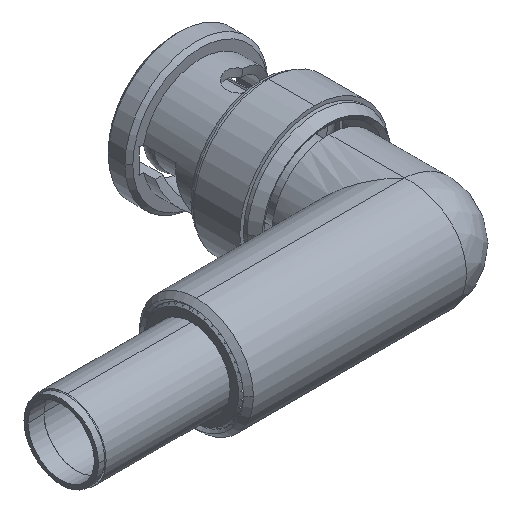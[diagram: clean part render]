
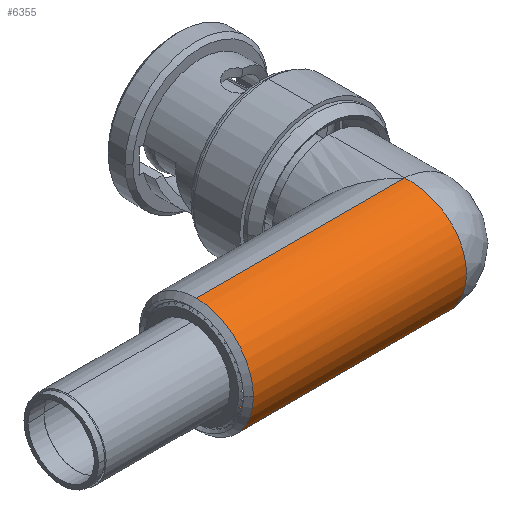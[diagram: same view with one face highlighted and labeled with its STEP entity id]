
A CAD part, isometric view. The second image highlights one B-rep face of the part: STEP entity #6355.
In plain terms, the highlighted cylindrical face has radius 5.563 mm (diameter 11.125 mm), a partial arc.
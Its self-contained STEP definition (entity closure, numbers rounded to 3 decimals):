
#6148=CARTESIAN_POINT('',(8.103,0.,0.));
#6149=DIRECTION('',(-1.,0.,0.));
#6150=DIRECTION('',(0.,0.,-1.));
#6151=AXIS2_PLACEMENT_3D('',#6148,#6149,#6150);
#6153=CARTESIAN_POINT('',(8.103,0.,0.));
#6154=DIRECTION('',(-1.,0.,0.));
#6155=DIRECTION('',(0.,-1.,0.));
#6156=AXIS2_PLACEMENT_3D('',#6153,#6154,#6155);
#6158=CARTESIAN_POINT('',(28.397,0.,-5.563));
#6159=CARTESIAN_POINT('',(28.425,-0.287,
-5.563));
#6160=CARTESIAN_POINT('',(28.471,-0.864,
-5.518));
#6161=CARTESIAN_POINT('',(28.546,-1.712,
-5.317));
#6162=CARTESIAN_POINT('',(28.616,-2.528,
-4.981));
#6163=CARTESIAN_POINT('',(28.682,-3.277,
-4.523));
#6164=CARTESIAN_POINT('',(28.74,-3.946,
-3.953));
#6165=CARTESIAN_POINT('',(28.789,-4.517,
-3.286));
#6166=CARTESIAN_POINT('',(28.829,-4.976,
-2.537));
#6167=CARTESIAN_POINT('',(28.858,-5.312,
-1.727));
#6168=CARTESIAN_POINT('',(28.876,-5.517,
-0.874));
#6169=CARTESIAN_POINT('',(28.882,-5.586,
0.));
#6170=CARTESIAN_POINT('',(28.876,-5.517,
0.874));
#6171=CARTESIAN_POINT('',(28.858,-5.312,1.727));
#6172=CARTESIAN_POINT('',(28.829,-4.976,2.537));
#6173=CARTESIAN_POINT('',(28.789,-4.517,3.286));
#6174=CARTESIAN_POINT('',(28.74,-3.947,3.952));
#6175=CARTESIAN_POINT('',(28.682,-3.278,4.523));
#6176=CARTESIAN_POINT('',(28.616,-2.529,4.981));
#6177=CARTESIAN_POINT('',(28.546,-1.713,5.317));
#6178=CARTESIAN_POINT('',(28.471,-0.864,
5.518));
#6179=CARTESIAN_POINT('',(28.425,-0.287,
5.563));
#6180=CARTESIAN_POINT('',(28.397,0.,5.563));
#6182=DIRECTION('',(-1.,0.,0.));
#6183=VECTOR('',#6182,20.295);
#6184=CARTESIAN_POINT('',(28.397,0.,-5.563));
#6185=LINE('',#6184,#6183);
#6201=CARTESIAN_POINT('',(28.397,0.,5.563));
#6223=CARTESIAN_POINT('',(28.397,0.,-5.563));
#6225=DIRECTION('',(-1.,0.,0.));
#6226=VECTOR('',#6225,20.295);
#6227=CARTESIAN_POINT('',(28.397,0.,5.563));
#6228=LINE('',#6227,#6226);
#6312=VERTEX_POINT('',#6201);
#6313=VERTEX_POINT('',#6223);
#6330=CARTESIAN_POINT('',(8.103,0.,-5.563));
#6331=CARTESIAN_POINT('',(8.103,-5.563,0.));
#6332=VERTEX_POINT('',#6330);
#6333=VERTEX_POINT('',#6331);
#6334=CARTESIAN_POINT('',(8.103,0.,5.563));
#6335=VERTEX_POINT('',#6334);
#6338=CARTESIAN_POINT('',(33.96,0.,0.));
#6339=DIRECTION('',(-1.,0.,0.));
#6340=DIRECTION('',(0.,0.,-1.));
#6341=AXIS2_PLACEMENT_3D('',#6338,#6339,#6340);
#6342=CYLINDRICAL_SURFACE('',#6341,5.563);
#6344=ORIENTED_EDGE('',*,*,#6343,.T.);
#6346=ORIENTED_EDGE('',*,*,#6345,.T.);
#6348=ORIENTED_EDGE('',*,*,#6347,.F.);
#6350=ORIENTED_EDGE('',*,*,#6349,.F.);
#6352=ORIENTED_EDGE('',*,*,#6351,.T.);
#6353=EDGE_LOOP('',(#6344,#6346,#6348,#6350,#6352));
#6354=FACE_OUTER_BOUND('',#6353,.F.);
#6152=CIRCLE('',#6151,5.563);
#6157=CIRCLE('',#6156,5.563);
#6181=B_SPLINE_CURVE_WITH_KNOTS('',3,(#6158,#6159,#6160,#6161,#6162,#6163,#6164,
#6165,#6166,#6167,#6168,#6169,#6170,#6171,#6172,#6173,#6174,#6175,#6176,#6177,
#6178,#6179,#6180),.UNSPECIFIED.,.F.,.F.,(4,1,1,1,1,1,1,1,1,1,1,1,1,1,1,1,1,1,1,
1,4),(0.,0.05,0.1,0.15,0.2,0.25,0.3,0.35,0.4,0.45,0.5,
0.55,0.6,0.65,0.7,0.75,0.8,0.85,0.9,0.95,1.),.UNSPECIFIED.);
#6343=EDGE_CURVE('',#6332,#6333,#6152,.T.);
#6345=EDGE_CURVE('',#6333,#6335,#6157,.T.);
#6347=EDGE_CURVE('',#6312,#6335,#6228,.T.);
#6349=EDGE_CURVE('',#6313,#6312,#6181,.T.);
#6351=EDGE_CURVE('',#6313,#6332,#6185,.T.);
#6355=ADVANCED_FACE('',(#6354),#6342,.T.);
